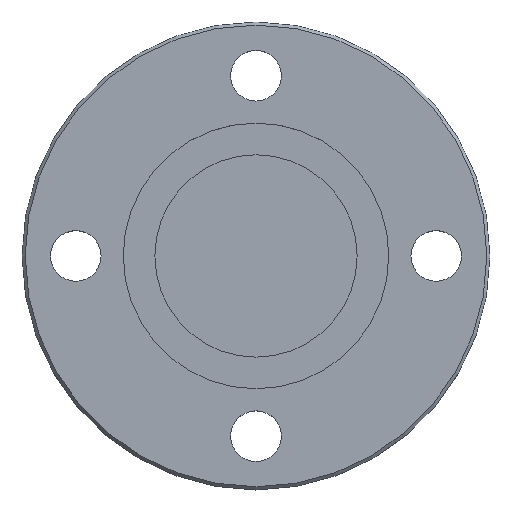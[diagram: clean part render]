
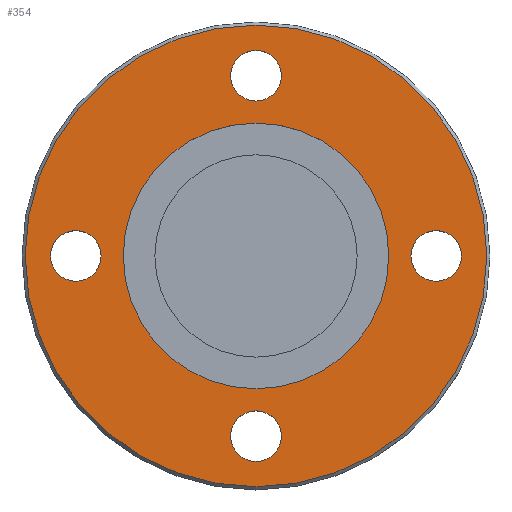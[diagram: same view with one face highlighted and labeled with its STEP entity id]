
A CAD part, top view. The second image highlights one B-rep face of the part: STEP entity #354.
In plain terms, the highlighted planar face has unit normal (0, 0, 1).
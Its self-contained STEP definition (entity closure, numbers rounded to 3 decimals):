
#3 = PLANE ( 'NONE',  #430 ) ;
#8 = EDGE_CURVE ( 'NONE', #721, #438, #428, .T. ) ;
#20 = AXIS2_PLACEMENT_3D ( 'NONE', #581, #73, #227 ) ;
#27 = ORIENTED_EDGE ( 'NONE', *, *, #373, .F. ) ;
#38 = CARTESIAN_POINT ( 'NONE',  ( 36.5, 0., 10. ) ) ;
#48 = DIRECTION ( 'NONE',  ( -1., 0., 0. ) ) ;
#52 = EDGE_LOOP ( 'NONE', ( #453, #261 ) ) ;
#55 = FACE_OUTER_BOUND ( 'NONE', #245, .T. ) ;
#56 = EDGE_CURVE ( 'NONE', #84, #140, #564, .T. ) ;
#60 = EDGE_CURVE ( 'NONE', #519, #64, #716, .T. ) ;
#64 = VERTEX_POINT ( 'NONE', #38 ) ;
#69 = DIRECTION ( 'NONE',  ( 1., 0., 0. ) ) ;
#73 = DIRECTION ( 'NONE',  ( 0., 0., 1. ) ) ;
#76 = DIRECTION ( 'NONE',  ( 0., 0., 1. ) ) ;
#77 = DIRECTION ( 'NONE',  ( 0., -1., 0. ) ) ;
#79 = CIRCLE ( 'NONE', #20, 4. ) ;
#81 = AXIS2_PLACEMENT_3D ( 'NONE', #634, #280, #515 ) ;
#82 = VERTEX_POINT ( 'NONE', #426 ) ;
#84 = VERTEX_POINT ( 'NONE', #195 ) ;
#86 = DIRECTION ( 'NONE',  ( 0., 0., 1. ) ) ;
#94 = VERTEX_POINT ( 'NONE', #434 ) ;
#96 = DIRECTION ( 'NONE',  ( 0., 0., 1. ) ) ;
#100 = EDGE_CURVE ( 'NONE', #507, #207, #517, .T. ) ;
#103 = VERTEX_POINT ( 'NONE', #249 ) ;
#104 = CARTESIAN_POINT ( 'NONE',  ( -36.5, 0., 10. ) ) ;
#105 = CARTESIAN_POINT ( 'NONE',  ( 0., -28.5, 10. ) ) ;
#109 = FACE_BOUND ( 'NONE', #569, .T. ) ;
#112 = DIRECTION ( 'NONE',  ( 1., 0., 0. ) ) ;
#136 = DIRECTION ( 'NONE',  ( 1., 0., 0. ) ) ;
#140 = VERTEX_POINT ( 'NONE', #314 ) ;
#148 = CARTESIAN_POINT ( 'NONE',  ( 0., 0., 10. ) ) ;
#164 = ORIENTED_EDGE ( 'NONE', *, *, #334, .F. ) ;
#176 = AXIS2_PLACEMENT_3D ( 'NONE', #254, #86, #493 ) ;
#177 = CARTESIAN_POINT ( 'NONE',  ( 4., -28.5, 10. ) ) ;
#178 = ORIENTED_EDGE ( 'NONE', *, *, #376, .F. ) ;
#185 = CARTESIAN_POINT ( 'NONE',  ( -28.5, -4., 10. ) ) ;
#192 = DIRECTION ( 'NONE',  ( 1., 0., 0. ) ) ;
#195 = CARTESIAN_POINT ( 'NONE',  ( 21., 0., 10. ) ) ;
#207 = VERTEX_POINT ( 'NONE', #723 ) ;
#212 = AXIS2_PLACEMENT_3D ( 'NONE', #464, #76, #416 ) ;
#217 = FACE_BOUND ( 'NONE', #52, .T. ) ;
#224 = DIRECTION ( 'NONE',  ( 0., 0., 1. ) ) ;
#225 = ORIENTED_EDGE ( 'NONE', *, *, #400, .F. ) ;
#227 = DIRECTION ( 'NONE',  ( -1., 0., 0. ) ) ;
#242 = DIRECTION ( 'NONE',  ( 0., 0., -1. ) ) ;
#245 = EDGE_LOOP ( 'NONE', ( #686, #360 ) ) ;
#249 = CARTESIAN_POINT ( 'NONE',  ( 28.5, -4., 10. ) ) ;
#252 = DIRECTION ( 'NONE',  ( 0., 0., 1. ) ) ;
#254 = CARTESIAN_POINT ( 'NONE',  ( 0., 28.5, 10. ) ) ;
#261 = ORIENTED_EDGE ( 'NONE', *, *, #100, .F. ) ;
#280 = DIRECTION ( 'NONE',  ( 0., 0., 1. ) ) ;
#295 = AXIS2_PLACEMENT_3D ( 'NONE', #353, #697, #69 ) ;
#309 = CARTESIAN_POINT ( 'NONE',  ( 0., 0., 10. ) ) ;
#311 = EDGE_CURVE ( 'NONE', #64, #519, #393, .T. ) ;
#314 = CARTESIAN_POINT ( 'NONE',  ( -21., 0., 10. ) ) ;
#325 = FACE_BOUND ( 'NONE', #444, .T. ) ;
#329 = AXIS2_PLACEMENT_3D ( 'NONE', #148, #96, #136 ) ;
#334 = EDGE_CURVE ( 'NONE', #494, #82, #608, .T. ) ;
#335 = ORIENTED_EDGE ( 'NONE', *, *, #436, .F. ) ;
#353 = CARTESIAN_POINT ( 'NONE',  ( 0., 0., 10. ) ) ;
#354 = ADVANCED_FACE ( 'NONE', ( #325, #562, #109, #217, #568, #55 ), #3, .F. ) ;
#357 = CIRCLE ( 'NONE', #692, 4. ) ;
#360 = ORIENTED_EDGE ( 'NONE', *, *, #311, .T. ) ;
#368 = ORIENTED_EDGE ( 'NONE', *, *, #572, .F. ) ;
#371 = CIRCLE ( 'NONE', #295, 21. ) ;
#373 = EDGE_CURVE ( 'NONE', #140, #84, #371, .T. ) ;
#376 = EDGE_CURVE ( 'NONE', #82, #494, #79, .T. ) ;
#382 = CIRCLE ( 'NONE', #212, 4. ) ;
#385 = CARTESIAN_POINT ( 'NONE',  ( 28.5, 0., 10. ) ) ;
#388 = CARTESIAN_POINT ( 'NONE',  ( 0., 0., 10. ) ) ;
#393 = CIRCLE ( 'NONE', #728, 36.5 ) ;
#400 = EDGE_CURVE ( 'NONE', #438, #721, #382, .T. ) ;
#404 = AXIS2_PLACEMENT_3D ( 'NONE', #309, #252, #192 ) ;
#416 = DIRECTION ( 'NONE',  ( 0., 1., 0. ) ) ;
#418 = AXIS2_PLACEMENT_3D ( 'NONE', #479, #708, #698 ) ;
#426 = CARTESIAN_POINT ( 'NONE',  ( -4., -28.5, 10. ) ) ;
#428 = CIRCLE ( 'NONE', #418, 4. ) ;
#430 = AXIS2_PLACEMENT_3D ( 'NONE', #448, #242, #701 ) ;
#434 = CARTESIAN_POINT ( 'NONE',  ( 28.5, 4., 10. ) ) ;
#436 = EDGE_CURVE ( 'NONE', #103, #94, #357, .T. ) ;
#438 = VERTEX_POINT ( 'NONE', #185 ) ;
#444 = EDGE_LOOP ( 'NONE', ( #671, #225 ) ) ;
#448 = CARTESIAN_POINT ( 'NONE',  ( 0., 36.5, 10. ) ) ;
#453 = ORIENTED_EDGE ( 'NONE', *, *, #722, .F. ) ;
#460 = CARTESIAN_POINT ( 'NONE',  ( 28.5, 0., 10. ) ) ;
#464 = CARTESIAN_POINT ( 'NONE',  ( -28.5, 0., 10. ) ) ;
#479 = CARTESIAN_POINT ( 'NONE',  ( -28.5, 0., 10. ) ) ;
#493 = DIRECTION ( 'NONE',  ( 1., 0., 0. ) ) ;
#494 = VERTEX_POINT ( 'NONE', #177 ) ;
#507 = VERTEX_POINT ( 'NONE', #672 ) ;
#515 = DIRECTION ( 'NONE',  ( 1., 0., 0. ) ) ;
#517 = CIRCLE ( 'NONE', #176, 4. ) ;
#519 = VERTEX_POINT ( 'NONE', #104 ) ;
#562 = FACE_BOUND ( 'NONE', #593, .T. ) ;
#564 = CIRCLE ( 'NONE', #329, 21. ) ;
#568 = FACE_BOUND ( 'NONE', #649, .T. ) ;
#569 = EDGE_LOOP ( 'NONE', ( #335, #368 ) ) ;
#572 = EDGE_CURVE ( 'NONE', #94, #103, #707, .T. ) ;
#581 = CARTESIAN_POINT ( 'NONE',  ( 0., -28.5, 10. ) ) ;
#593 = EDGE_LOOP ( 'NONE', ( #178, #164 ) ) ;
#608 = CIRCLE ( 'NONE', #668, 4. ) ;
#620 = DIRECTION ( 'NONE',  ( 0., 0., 1. ) ) ;
#631 = DIRECTION ( 'NONE',  ( 0., 0., 1. ) ) ;
#634 = CARTESIAN_POINT ( 'NONE',  ( 0., 28.5, 10. ) ) ;
#640 = DIRECTION ( 'NONE',  ( 0., -1., 0. ) ) ;
#648 = DIRECTION ( 'NONE',  ( 0., 0., 1. ) ) ;
#649 = EDGE_LOOP ( 'NONE', ( #657, #27 ) ) ;
#653 = CIRCLE ( 'NONE', #81, 4. ) ;
#657 = ORIENTED_EDGE ( 'NONE', *, *, #56, .F. ) ;
#668 = AXIS2_PLACEMENT_3D ( 'NONE', #105, #224, #48 ) ;
#671 = ORIENTED_EDGE ( 'NONE', *, *, #8, .F. ) ;
#672 = CARTESIAN_POINT ( 'NONE',  ( -4., 28.5, 10. ) ) ;
#686 = ORIENTED_EDGE ( 'NONE', *, *, #60, .T. ) ;
#687 = CARTESIAN_POINT ( 'NONE',  ( -28.5, 4., 10. ) ) ;
#692 = AXIS2_PLACEMENT_3D ( 'NONE', #460, #648, #640 ) ;
#694 = AXIS2_PLACEMENT_3D ( 'NONE', #385, #620, #77 ) ;
#697 = DIRECTION ( 'NONE',  ( 0., 0., 1. ) ) ;
#698 = DIRECTION ( 'NONE',  ( 0., 1., 0. ) ) ;
#701 = DIRECTION ( 'NONE',  ( -1., 0., 0. ) ) ;
#707 = CIRCLE ( 'NONE', #694, 4. ) ;
#708 = DIRECTION ( 'NONE',  ( 0., 0., 1. ) ) ;
#716 = CIRCLE ( 'NONE', #404, 36.5 ) ;
#721 = VERTEX_POINT ( 'NONE', #687 ) ;
#722 = EDGE_CURVE ( 'NONE', #207, #507, #653, .T. ) ;
#723 = CARTESIAN_POINT ( 'NONE',  ( 4., 28.5, 10. ) ) ;
#728 = AXIS2_PLACEMENT_3D ( 'NONE', #388, #631, #112 ) ;
